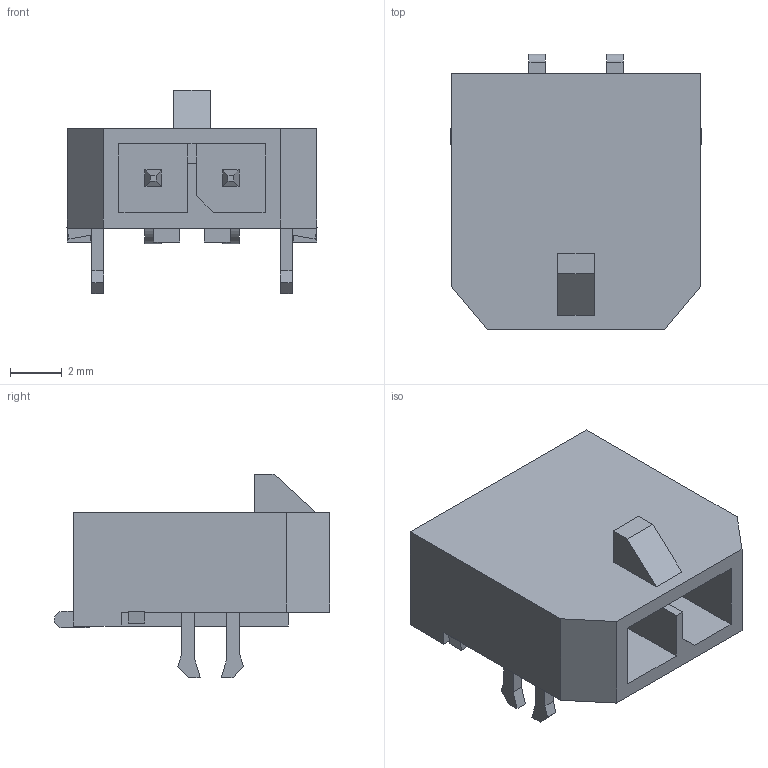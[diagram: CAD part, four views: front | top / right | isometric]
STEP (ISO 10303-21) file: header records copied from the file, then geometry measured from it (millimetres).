
FILE_DESCRIPTION(/* description */ (''),/* implementation_level */ '2;1');
FILE_NAME(/* name */ '2189890210wbm000_01_214.stp',/* time_stamp */ '2022-12-14T17:19:34+06:00',/* author */ (''),/* organization */ (''),/* preprocessor_version */ 'ST-DEVELOPER v16.7',/* originating_system */ 'SIEMENS PLM Software NX 1919',/* authorisation */ '');
FILE_SCHEMA (('AUTOMOTIVE_DESIGN { 1 0 10303 214 3 1 1 1 }'));
Length unit declared in the file: millimetre
Products named in the file (1): 2189890210wbm000_01
Bounding box: 9.68 x 10.65 x 7.87 mm (x, y, z)
Volume: 286.9 mm3; surface area: 542.6 mm2
Topology: 1 solids, 1 shells, 115 faces, 301 edges, 198 vertices
Faces by surface type: plane 109, cylinder 6
Entity records: 3487 total; most frequent: CARTESIAN_POINT 615, ORIENTED_EDGE 602, DIRECTION 545, EDGE_CURVE 301, LINE 289, VECTOR 289, VERTEX_POINT 198, AXIS2_PLACEMENT_3D 128
